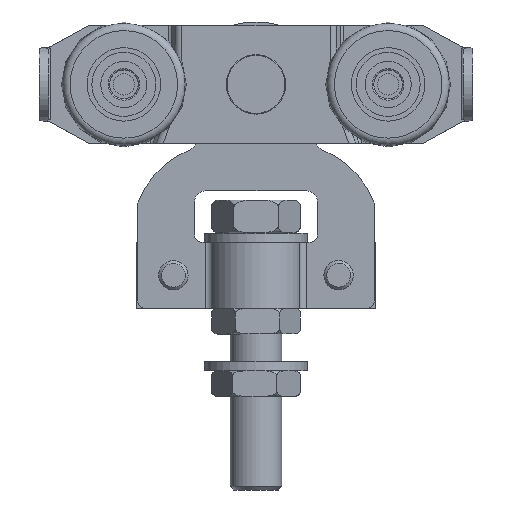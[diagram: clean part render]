
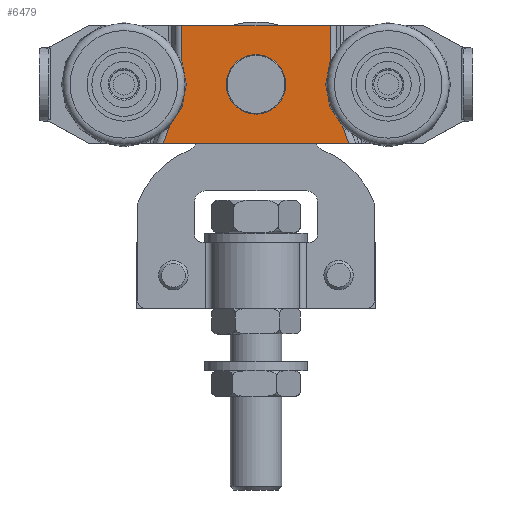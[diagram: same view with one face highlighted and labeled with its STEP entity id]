
A CAD part, front view. The second image highlights one B-rep face of the part: STEP entity #6479.
In plain terms, the highlighted planar face has unit normal (0, -1, 0).
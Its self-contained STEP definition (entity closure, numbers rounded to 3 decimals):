
#340=FACE_BOUND('',#1355,.T.);
#423=PLANE('',#7275);
#583=CIRCLE('',#7276,8.1);
#584=CIRCLE('',#7277,8.1);
#991=FACE_OUTER_BOUND('',#1354,.T.);
#1354=EDGE_LOOP('',(#4648,#4649,#4650,#4651,#4652,#4653));
#1355=EDGE_LOOP('',(#4654,#4655));
#1852=LINE('',#10391,#2315);
#1854=LINE('',#10402,#2317);
#1856=LINE('',#10407,#2319);
#1857=LINE('',#10410,#2320);
#1858=LINE('',#10413,#2321);
#1859=LINE('',#10414,#2322);
#2315=VECTOR('',#8229,10.);
#2317=VECTOR('',#8245,10.);
#2319=VECTOR('',#8251,10.);
#2320=VECTOR('',#8256,10.);
#2321=VECTOR('',#8259,10.);
#2322=VECTOR('',#8260,10.);
#2862=VERTEX_POINT('',#10388);
#2863=VERTEX_POINT('',#10390);
#2864=VERTEX_POINT('',#10399);
#2865=VERTEX_POINT('',#10401);
#2866=VERTEX_POINT('',#10406);
#2867=VERTEX_POINT('',#10412);
#2868=VERTEX_POINT('',#10415);
#2869=VERTEX_POINT('',#10416);
#3574=EDGE_CURVE('',#2862,#2863,#1852,.T.);
#3580=EDGE_CURVE('',#2865,#2864,#1854,.T.);
#3583=EDGE_CURVE('',#2865,#2866,#1856,.T.);
#3585=EDGE_CURVE('',#2866,#2862,#1857,.T.);
#3586=EDGE_CURVE('',#2867,#2864,#1858,.T.);
#3587=EDGE_CURVE('',#2863,#2867,#1859,.T.);
#3588=EDGE_CURVE('',#2868,#2869,#583,.T.);
#3589=EDGE_CURVE('',#2869,#2868,#584,.T.);
#4648=ORIENTED_EDGE('',*,*,#3585,.F.);
#4649=ORIENTED_EDGE('',*,*,#3583,.F.);
#4650=ORIENTED_EDGE('',*,*,#3580,.T.);
#4651=ORIENTED_EDGE('',*,*,#3586,.F.);
#4652=ORIENTED_EDGE('',*,*,#3587,.F.);
#4653=ORIENTED_EDGE('',*,*,#3574,.F.);
#4654=ORIENTED_EDGE('',*,*,#3588,.T.);
#4655=ORIENTED_EDGE('',*,*,#3589,.T.);
#6479=ADVANCED_FACE('',(#991,#340),#423,.T.);
#7275=AXIS2_PLACEMENT_3D('',#10411,#8257,#8258);
#7276=AXIS2_PLACEMENT_3D('',#10417,#8261,#8262);
#7277=AXIS2_PLACEMENT_3D('',#10418,#8263,#8264);
#8229=DIRECTION('',(1.,0.,0.));
#8245=DIRECTION('',(1.,0.,0.));
#8251=DIRECTION('',(0.342,0.,0.94));
#8256=DIRECTION('',(0.,0.,1.));
#8257=DIRECTION('center_axis',(0.,-1.,0.));
#8258=DIRECTION('ref_axis',(0.,0.,-1.));
#8259=DIRECTION('',(0.342,0.,-0.94));
#8260=DIRECTION('',(0.,0.,-1.));
#8261=DIRECTION('center_axis',(0.,1.,0.));
#8262=DIRECTION('ref_axis',(-1.,0.,0.));
#8263=DIRECTION('center_axis',(0.,1.,0.));
#8264=DIRECTION('ref_axis',(-1.,0.,0.));
#10388=CARTESIAN_POINT('',(-20.289,0.,16.));
#10390=CARTESIAN_POINT('',(20.289,0.,16.));
#10391=CARTESIAN_POINT('',(0.,0.,16.));
#10399=CARTESIAN_POINT('',(25.286,0.,-16.));
#10401=CARTESIAN_POINT('',(-25.286,0.,-16.));
#10402=CARTESIAN_POINT('',(0.,0.,-16.));
#10406=CARTESIAN_POINT('',(-20.289,0.,-2.27));
#10407=CARTESIAN_POINT('',(-14.652,0.,13.215));
#10410=CARTESIAN_POINT('',(-20.289,0.,4.));
#10411=CARTESIAN_POINT('Origin',(56.5,0.,0.));
#10412=CARTESIAN_POINT('',(20.289,0.,-2.27));
#10413=CARTESIAN_POINT('',(21.262,0.,-4.944));
#10414=CARTESIAN_POINT('',(20.289,0.,4.));
#10415=CARTESIAN_POINT('',(0.,0.,8.1));
#10416=CARTESIAN_POINT('',(-8.1,0.,0.));
#10417=CARTESIAN_POINT('Origin',(0.,0.,
0.));
#10418=CARTESIAN_POINT('Origin',(0.,0.,
0.));
